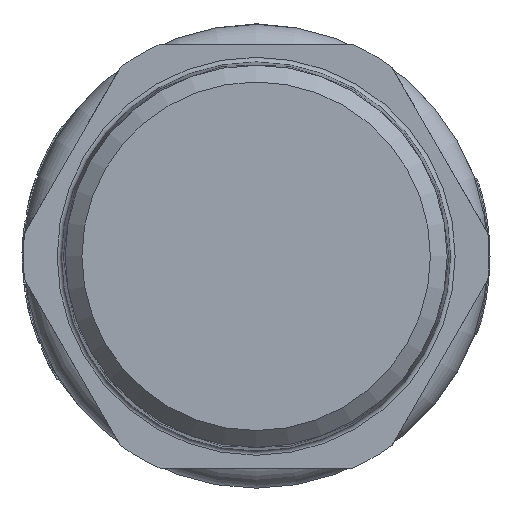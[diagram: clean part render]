
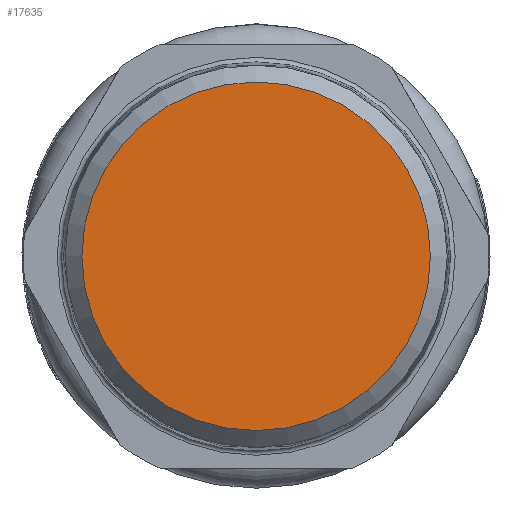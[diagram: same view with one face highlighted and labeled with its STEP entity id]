
A CAD part, left-side view. The second image highlights one B-rep face of the part: STEP entity #17635.
In plain terms, the highlighted planar face has unit normal (-1, 0, 0).
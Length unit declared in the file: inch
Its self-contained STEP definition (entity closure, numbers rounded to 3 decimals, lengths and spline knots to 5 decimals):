
#3409=PLANE('',#19146);
#4296=FACE_OUTER_BOUND('',#5246,.T.);
#5246=EDGE_LOOP('',(#15494,#15495));
#6022=CIRCLE('',#19147,0.744);
#6023=CIRCLE('',#19148,0.744);
#7766=VERTEX_POINT('',#36096);
#7767=VERTEX_POINT('',#36097);
#10355=EDGE_CURVE('',#7766,#7767,#6022,.T.);
#10356=EDGE_CURVE('',#7767,#7766,#6023,.T.);
#15494=ORIENTED_EDGE('',*,*,#10355,.T.);
#15495=ORIENTED_EDGE('',*,*,#10356,.T.);
#17635=ADVANCED_FACE('',(#4296),#3409,.T.);
#19146=AXIS2_PLACEMENT_3D('',#36095,#22906,#22907);
#19147=AXIS2_PLACEMENT_3D('',#36098,#22908,#22909);
#19148=AXIS2_PLACEMENT_3D('',#36099,#22910,#22911);
#22906=DIRECTION('center_axis',(-1.,0.,0.));
#22907=DIRECTION('ref_axis',(0.,1.,0.));
#22908=DIRECTION('center_axis',(-1.,0.,0.));
#22909=DIRECTION('ref_axis',(0.,-1.,0.));
#22910=DIRECTION('center_axis',(-1.,0.,0.));
#22911=DIRECTION('ref_axis',(0.,-1.,0.));
#36095=CARTESIAN_POINT('Origin',(-3.36201,-0.81333,0.));
#36096=CARTESIAN_POINT('',(-3.36201,-0.744,0.));
#36097=CARTESIAN_POINT('',(-3.36201,0.744,0.));
#36098=CARTESIAN_POINT('Origin',(-3.36201,0.,
0.));
#36099=CARTESIAN_POINT('Origin',(-3.36201,0.,
0.));
